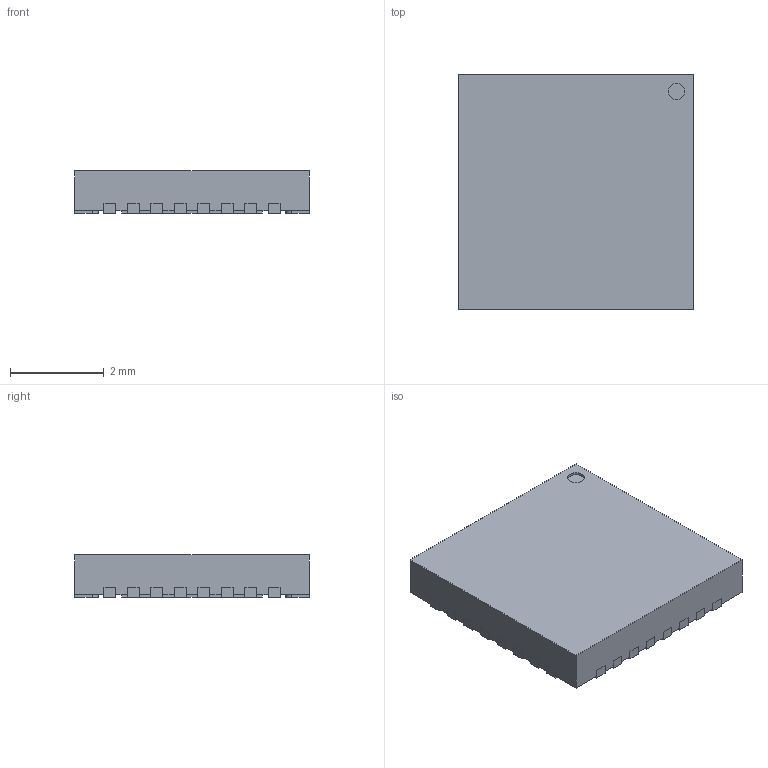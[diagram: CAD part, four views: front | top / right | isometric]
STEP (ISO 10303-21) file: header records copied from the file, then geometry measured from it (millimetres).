
FILE_DESCRIPTION(/* description */ (''),/* implementation_level */ '2;1');
FILE_NAME(/* name */ 'QFN-32.stp',/* time_stamp */ '2020-07-07T11:01:28+02:00',/* author */ ('sawaiz'),/* organization */ (''),/* preprocessor_version */ 'ST-DEVELOPER v18.1',/* originating_system */ 'Autodesk Inventor 2020',/* authorisation */ '');
FILE_SCHEMA (('AUTOMOTIVE_DESIGN { 1 0 10303 214 3 1 1 }'));
Length unit declared in the file: millimetre
Products named in the file (1): QFN-16
Bounding box: 5 x 5 x 0.9 mm (x, y, z)
Volume: 21.9 mm3; surface area: 88.4 mm2
Topology: 33 solids, 33 shells, 334 faces, 798 edges, 532 vertices
Faces by surface type: plane 269, cylinder 65
Full cylindrical faces by diameter (mm): 0.36 x1
Entity records: 9617 total; most frequent: CARTESIAN_POINT 1665, DIRECTION 1598, ORIENTED_EDGE 1596, EDGE_CURVE 798, LINE 668, VECTOR 668, VERTEX_POINT 532, AXIS2_PLACEMENT_3D 465
